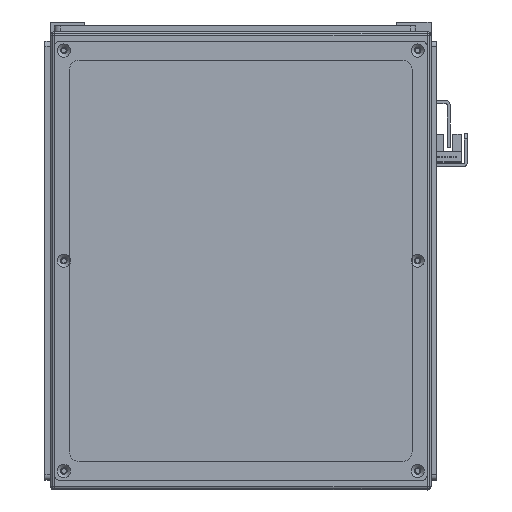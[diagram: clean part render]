
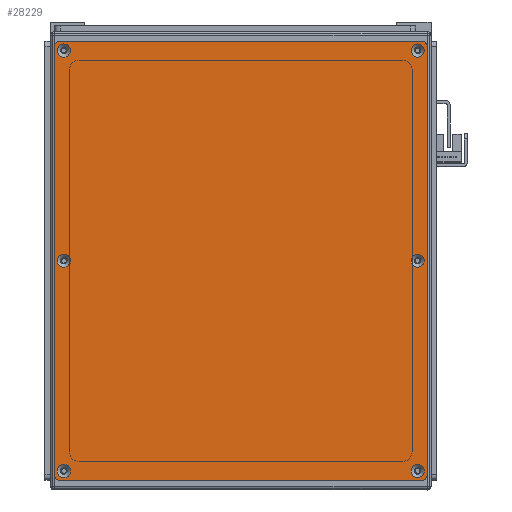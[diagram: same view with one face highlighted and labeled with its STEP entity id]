
A CAD part, front view. The second image highlights one B-rep face of the part: STEP entity #28229.
In plain terms, the highlighted planar face has unit normal (0, -1, 0).
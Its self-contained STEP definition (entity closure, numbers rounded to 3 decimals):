
#814=FACE_BOUND('',#6904,.T.);
#815=FACE_BOUND('',#6905,.T.);
#816=FACE_BOUND('',#6906,.T.);
#817=FACE_BOUND('',#6907,.T.);
#818=FACE_BOUND('',#6908,.T.);
#819=FACE_BOUND('',#6909,.T.);
#2879=CIRCLE('',#31314,3.45);
#2882=CIRCLE('',#31319,3.45);
#2885=CIRCLE('',#31324,3.45);
#2888=CIRCLE('',#31329,3.45);
#2891=CIRCLE('',#31334,3.45);
#2894=CIRCLE('',#31339,3.45);
#2897=CIRCLE('',#31344,3.);
#2899=CIRCLE('',#31347,3.);
#2900=CIRCLE('',#31348,3.);
#2901=CIRCLE('',#31349,3.);
#5059=FACE_OUTER_BOUND('',#6903,.T.);
#6903=EDGE_LOOP('',(#25940,#25941,#25942,#25943,#25944,#25945,#25946,#25947));
#6904=EDGE_LOOP('',(#25948));
#6905=EDGE_LOOP('',(#25949));
#6906=EDGE_LOOP('',(#25950));
#6907=EDGE_LOOP('',(#25951));
#6908=EDGE_LOOP('',(#25952));
#6909=EDGE_LOOP('',(#25953));
#9297=LINE('',#49333,#11676);
#9298=LINE('',#49337,#11677);
#9299=LINE('',#49341,#11678);
#9300=LINE('',#49344,#11679);
#11676=VECTOR('',#39263,10.);
#11677=VECTOR('',#39266,10.);
#11678=VECTOR('',#39269,10.);
#11679=VECTOR('',#39272,10.);
#14279=VERTEX_POINT('',#49263);
#14282=VERTEX_POINT('',#49273);
#14285=VERTEX_POINT('',#49283);
#14288=VERTEX_POINT('',#49293);
#14291=VERTEX_POINT('',#49303);
#14294=VERTEX_POINT('',#49313);
#14297=VERTEX_POINT('',#49323);
#14298=VERTEX_POINT('',#49324);
#14301=VERTEX_POINT('',#49332);
#14302=VERTEX_POINT('',#49334);
#14303=VERTEX_POINT('',#49336);
#14304=VERTEX_POINT('',#49338);
#14305=VERTEX_POINT('',#49340);
#14306=VERTEX_POINT('',#49342);
#18162=EDGE_CURVE('',#14279,#14279,#2879,.T.);
#18167=EDGE_CURVE('',#14282,#14282,#2882,.T.);
#18172=EDGE_CURVE('',#14285,#14285,#2885,.T.);
#18177=EDGE_CURVE('',#14288,#14288,#2888,.T.);
#18182=EDGE_CURVE('',#14291,#14291,#2891,.T.);
#18187=EDGE_CURVE('',#14294,#14294,#2894,.T.);
#18192=EDGE_CURVE('',#14297,#14298,#2897,.T.);
#18196=EDGE_CURVE('',#14297,#14301,#9297,.T.);
#18197=EDGE_CURVE('',#14302,#14301,#2899,.T.);
#18198=EDGE_CURVE('',#14302,#14303,#9298,.T.);
#18199=EDGE_CURVE('',#14304,#14303,#2900,.T.);
#18200=EDGE_CURVE('',#14304,#14305,#9299,.T.);
#18201=EDGE_CURVE('',#14306,#14305,#2901,.T.);
#18202=EDGE_CURVE('',#14306,#14298,#9300,.T.);
#25940=ORIENTED_EDGE('',*,*,#18192,.F.);
#25941=ORIENTED_EDGE('',*,*,#18196,.T.);
#25942=ORIENTED_EDGE('',*,*,#18197,.F.);
#25943=ORIENTED_EDGE('',*,*,#18198,.T.);
#25944=ORIENTED_EDGE('',*,*,#18199,.F.);
#25945=ORIENTED_EDGE('',*,*,#18200,.T.);
#25946=ORIENTED_EDGE('',*,*,#18201,.F.);
#25947=ORIENTED_EDGE('',*,*,#18202,.T.);
#25948=ORIENTED_EDGE('',*,*,#18162,.T.);
#25949=ORIENTED_EDGE('',*,*,#18167,.T.);
#25950=ORIENTED_EDGE('',*,*,#18172,.T.);
#25951=ORIENTED_EDGE('',*,*,#18177,.T.);
#25952=ORIENTED_EDGE('',*,*,#18182,.T.);
#25953=ORIENTED_EDGE('',*,*,#18187,.T.);
#26824=PLANE('',#31346);
#28229=ADVANCED_FACE('',(#5059,#814,#815,#816,#817,#818,#819),#26824,.T.);
#31314=AXIS2_PLACEMENT_3D('',#49264,#39183,#39184);
#31319=AXIS2_PLACEMENT_3D('',#49274,#39195,#39196);
#31324=AXIS2_PLACEMENT_3D('',#49284,#39207,#39208);
#31329=AXIS2_PLACEMENT_3D('',#49294,#39219,#39220);
#31334=AXIS2_PLACEMENT_3D('',#49304,#39231,#39232);
#31339=AXIS2_PLACEMENT_3D('',#49314,#39243,#39244);
#31344=AXIS2_PLACEMENT_3D('',#49325,#39255,#39256);
#31346=AXIS2_PLACEMENT_3D('',#49331,#39261,#39262);
#31347=AXIS2_PLACEMENT_3D('',#49335,#39264,#39265);
#31348=AXIS2_PLACEMENT_3D('',#49339,#39267,#39268);
#31349=AXIS2_PLACEMENT_3D('',#49343,#39270,#39271);
#39183=DIRECTION('center_axis',(0.,1.,0.));
#39184=DIRECTION('ref_axis',(1.,0.,0.));
#39195=DIRECTION('center_axis',(0.,1.,0.));
#39196=DIRECTION('ref_axis',(1.,0.,0.));
#39207=DIRECTION('center_axis',(0.,1.,0.));
#39208=DIRECTION('ref_axis',(1.,0.,0.));
#39219=DIRECTION('center_axis',(0.,1.,0.));
#39220=DIRECTION('ref_axis',(1.,0.,0.));
#39231=DIRECTION('center_axis',(0.,1.,0.));
#39232=DIRECTION('ref_axis',(1.,0.,0.));
#39243=DIRECTION('center_axis',(0.,1.,0.));
#39244=DIRECTION('ref_axis',(1.,0.,0.));
#39255=DIRECTION('center_axis',(0.,1.,0.));
#39256=DIRECTION('ref_axis',(-0.707,0.,0.707));
#39261=DIRECTION('center_axis',(0.,-1.,0.));
#39262=DIRECTION('ref_axis',(0.,0.,-1.));
#39263=DIRECTION('',(0.,0.,-1.));
#39264=DIRECTION('center_axis',(0.,1.,0.));
#39265=DIRECTION('ref_axis',(-0.707,0.,-0.707));
#39266=DIRECTION('',(1.,0.,0.));
#39267=DIRECTION('center_axis',(0.,1.,0.));
#39268=DIRECTION('ref_axis',(0.707,0.,-0.707));
#39269=DIRECTION('',(0.,0.,1.));
#39270=DIRECTION('center_axis',(0.,1.,0.));
#39271=DIRECTION('ref_axis',(0.707,0.,0.707));
#39272=DIRECTION('',(-1.,0.,0.));
#49263=CARTESIAN_POINT('',(107.05,-1.5,93.));
#49264=CARTESIAN_POINT('Origin',(110.5,-1.5,93.));
#49273=CARTESIAN_POINT('',(-3.45,-1.5,93.));
#49274=CARTESIAN_POINT('Origin',(0.,-1.5,93.));
#49283=CARTESIAN_POINT('',(-113.95,-1.5,93.));
#49284=CARTESIAN_POINT('Origin',(-110.5,-1.5,93.));
#49293=CARTESIAN_POINT('',(-113.95,-1.5,-93.));
#49294=CARTESIAN_POINT('Origin',(-110.5,-1.5,-93.));
#49303=CARTESIAN_POINT('',(-3.45,-1.5,-93.));
#49304=CARTESIAN_POINT('Origin',(0.,-1.5,-93.));
#49313=CARTESIAN_POINT('',(107.05,-1.5,-93.));
#49314=CARTESIAN_POINT('Origin',(110.5,-1.5,-93.));
#49323=CARTESIAN_POINT('',(-115.5,-1.5,95.));
#49324=CARTESIAN_POINT('',(-112.5,-1.5,98.));
#49325=CARTESIAN_POINT('Origin',(-112.5,-1.5,95.));
#49331=CARTESIAN_POINT('Origin',(0.,-1.5,0.));
#49332=CARTESIAN_POINT('',(-115.5,-1.5,-95.));
#49333=CARTESIAN_POINT('',(-115.5,-1.5,98.));
#49334=CARTESIAN_POINT('',(-112.5,-1.5,-98.));
#49335=CARTESIAN_POINT('Origin',(-112.5,-1.5,-95.));
#49336=CARTESIAN_POINT('',(112.5,-1.5,-98.));
#49337=CARTESIAN_POINT('',(-115.5,-1.5,-98.));
#49338=CARTESIAN_POINT('',(115.5,-1.5,-95.));
#49339=CARTESIAN_POINT('Origin',(112.5,-1.5,-95.));
#49340=CARTESIAN_POINT('',(115.5,-1.5,95.));
#49341=CARTESIAN_POINT('',(115.5,-1.5,-98.));
#49342=CARTESIAN_POINT('',(112.5,-1.5,98.));
#49343=CARTESIAN_POINT('Origin',(112.5,-1.5,95.));
#49344=CARTESIAN_POINT('',(115.5,-1.5,98.));
